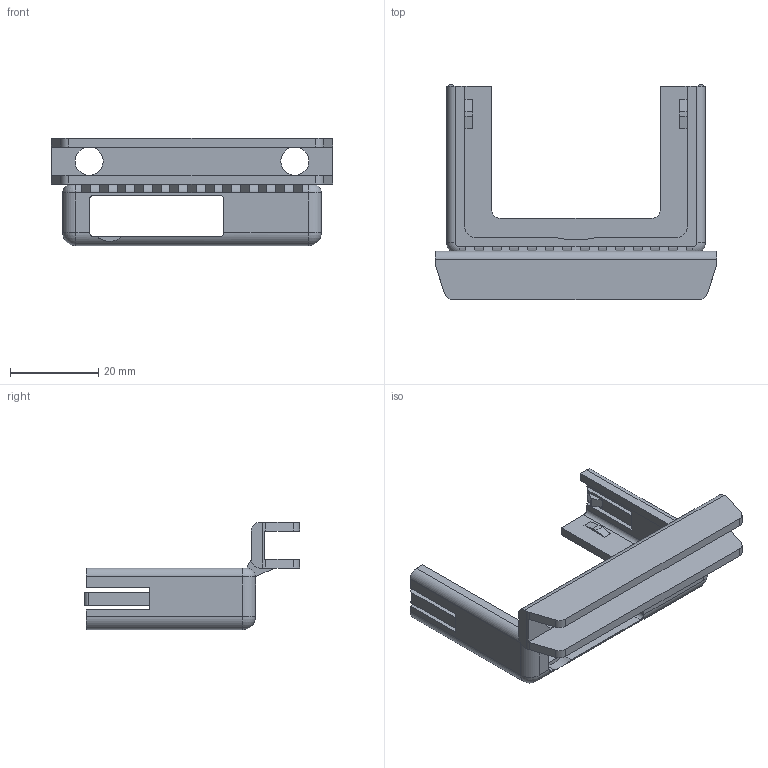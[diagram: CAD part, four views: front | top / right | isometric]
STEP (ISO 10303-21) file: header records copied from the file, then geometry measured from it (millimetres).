
FILE_DESCRIPTION(/* description */ ('Alibre Inc.'),/* implementation_level */ '2;1');
FILE_NAME(/* name */ 'export0',/* time_stamp */ '2023-02-15T11:09:13-06:00',/* author */ (''),/* organization */ (''),/* preprocessor_version */ 'ST-DEVELOPER v14',/* originating_system */ 'Alibre',/* authorisation */ '');
FILE_SCHEMA (('CONFIG_CONTROL_DESIGN'));
Length unit declared in the file: centimetre
Products named in the file (4): ID_1; ID_2
Bounding box: 64 x 48.87 x 24.4 mm (x, y, z)
Volume: 8782.9 mm3; surface area: 9616.5 mm2
Topology: 4 solids, 4 shells, 203 faces, 541 edges, 340 vertices
Faces by surface type: plane 131, cylinder 64, torus 6, sphere 2
Full cylindrical faces by diameter (mm): 6.4 x2
Entity records: 6250 total; most frequent: CARTESIAN_POINT 1314, ORIENTED_EDGE 1020, DIRECTION 820, EDGE_CURVE 510, VERTEX_POINT 322, VECTOR 315, LINE 315, AXIS2_PLACEMENT_3D 313
